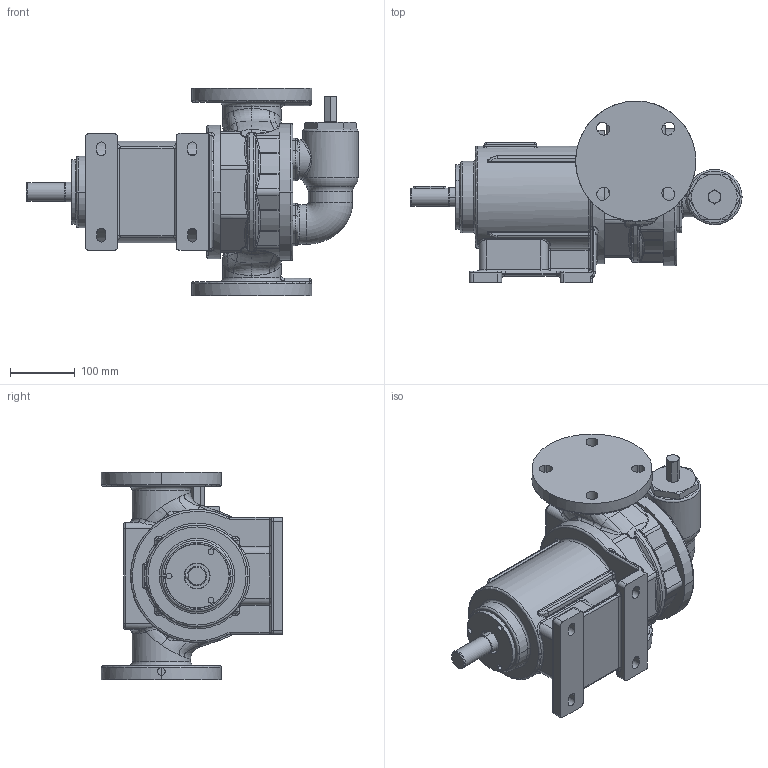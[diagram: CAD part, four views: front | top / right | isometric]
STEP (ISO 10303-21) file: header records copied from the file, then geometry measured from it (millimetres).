
FILE_DESCRIPTION((''),'2;1');
FILE_NAME('R_65_GL1B_Y','2019-05-13T17:24:13',('Nicola'),(''),'CREO PARAMETRIC BY PTC INC, 2017110','CREO PARAMETRIC BY PTC INC, 2017110','');
FILE_SCHEMA(('CONFIG_CONTROL_DESIGN'));
Products named in the file (1): R_65_GL1B_Y
Bounding box: 511 x 279.5 x 320 mm (x, y, z)
Volume: 11909921.7 mm3; surface area: 577854.8 mm2
Topology: 2 solids, 3 shells, 740 faces, 1757 edges, 1033 vertices
Faces by surface type: cylinder 237, bspline 198, plane 143, torus 107, cone 43, sphere 12
Entity records: 47706 total; most frequent: CARTESIAN_POINT 31802, ORIENTED_EDGE 3510, DIRECTION 3102, EDGE_CURVE 1755, AXIS2_PLACEMENT_3D 1287, VERTEX_POINT 1033, EDGE_LOOP 786, CIRCLE 745
